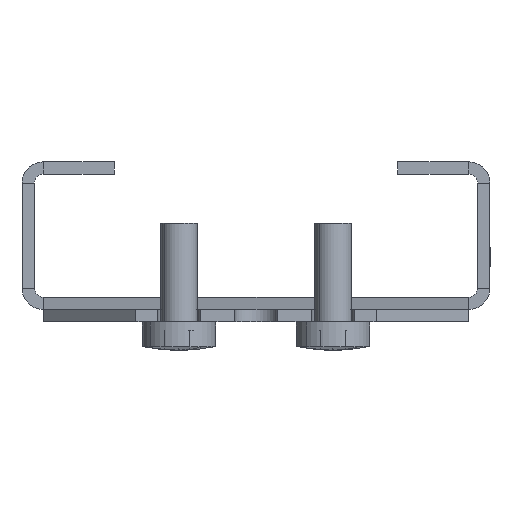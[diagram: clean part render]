
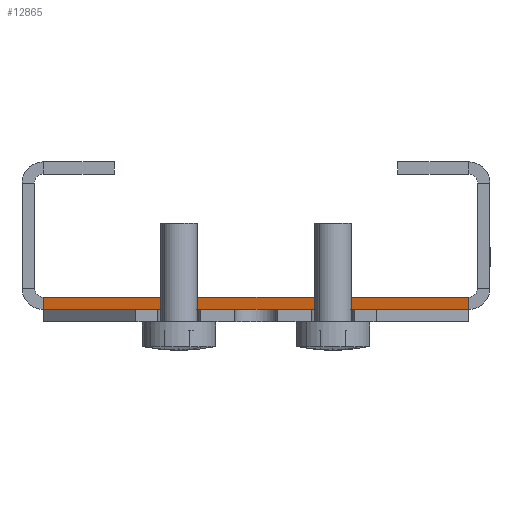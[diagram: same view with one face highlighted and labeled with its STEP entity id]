
A CAD part, left-side view. The second image highlights one B-rep face of the part: STEP entity #12865.
In plain terms, the highlighted planar face has unit normal (-0.174, 0, 0.985).
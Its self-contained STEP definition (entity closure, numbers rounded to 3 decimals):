
#1694 = CARTESIAN_POINT ( 'NONE',  ( -362.371, 69., -1.977 ) ) ;
#2262 = CARTESIAN_POINT ( 'NONE',  ( -351.157, 69., 0. ) ) ;
#3646 = EDGE_LOOP ( 'NONE', ( #6537, #35193, #26893, #32238 ) ) ;
#5332 = CARTESIAN_POINT ( 'NONE',  ( -362.371, 69., -1.977 ) ) ;
#6537 = ORIENTED_EDGE ( 'NONE', *, *, #33486, .F. ) ;
#6944 = VERTEX_POINT ( 'NONE', #25677 ) ;
#8115 = LINE ( 'NONE', #22697, #29791 ) ;
#8640 = EDGE_CURVE ( 'NONE', #6944, #35161, #8115, .T. ) ;
#9486 = AXIS2_PLACEMENT_3D ( 'NONE', #2262, #27770, #19078 ) ;
#11104 = CARTESIAN_POINT ( 'NONE',  ( -362.371, 0., -1.977 ) ) ;
#11449 = VERTEX_POINT ( 'NONE', #11104 ) ;
#12865 = ADVANCED_FACE ( 'NONE', ( #30922 ), #27592, .T. ) ;
#14760 = VECTOR ( 'NONE', #22513, 1000. ) ;
#16935 = LINE ( 'NONE', #5332, #14760 ) ;
#19078 = DIRECTION ( 'NONE',  ( 0.985, 0., 0.174 ) ) ;
#22513 = DIRECTION ( 'NONE',  ( 0., -1., 0. ) ) ;
#22697 = CARTESIAN_POINT ( 'NONE',  ( -351.157, 69., 0. ) ) ;
#23135 = EDGE_CURVE ( 'NONE', #6944, #35162, #29591, .T. ) ;
#23545 = CARTESIAN_POINT ( 'NONE',  ( -351.157, 0., 0. ) ) ;
#24235 = CARTESIAN_POINT ( 'NONE',  ( -351.459, 0., -0.053 ) ) ;
#25169 = EDGE_CURVE ( 'NONE', #35161, #11449, #16935, .T. ) ;
#25321 = VECTOR ( 'NONE', #33116, 1000. ) ;
#25677 = CARTESIAN_POINT ( 'NONE',  ( -351.459, 69., -0.053 ) ) ;
#26326 = LINE ( 'NONE', #23545, #30594 ) ;
#26893 = ORIENTED_EDGE ( 'NONE', *, *, #8640, .T. ) ;
#27592 = PLANE ( 'NONE',  #9486 ) ;
#27770 = DIRECTION ( 'NONE',  ( -0.174, 0., 0.985 ) ) ;
#28237 = DIRECTION ( 'NONE',  ( -0.985, 0., -0.174 ) ) ;
#29404 = CARTESIAN_POINT ( 'NONE',  ( -351.459, 69., -0.053 ) ) ;
#29591 = LINE ( 'NONE', #29404, #25321 ) ;
#29791 = VECTOR ( 'NONE', #28237, 1000. ) ;
#30594 = VECTOR ( 'NONE', #32451, 1000. ) ;
#30922 = FACE_OUTER_BOUND ( 'NONE', #3646, .T. ) ;
#32238 = ORIENTED_EDGE ( 'NONE', *, *, #25169, .T. ) ;
#32451 = DIRECTION ( 'NONE',  ( -0.985, 0., -0.174 ) ) ;
#33116 = DIRECTION ( 'NONE',  ( 0., -1., 0. ) ) ;
#33486 = EDGE_CURVE ( 'NONE', #35162, #11449, #26326, .T. ) ;
#35161 = VERTEX_POINT ( 'NONE', #1694 ) ;
#35162 = VERTEX_POINT ( 'NONE', #24235 ) ;
#35193 = ORIENTED_EDGE ( 'NONE', *, *, #23135, .F. ) ;
